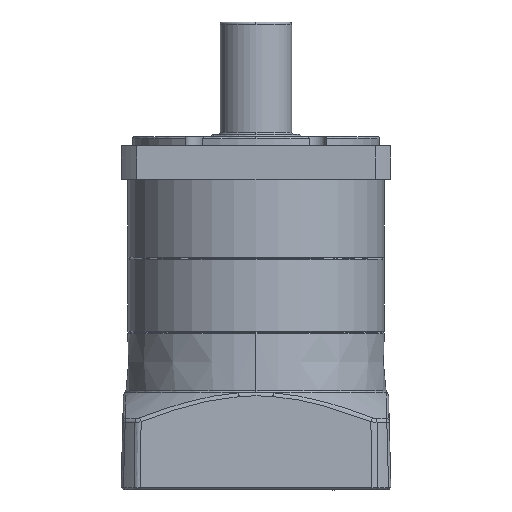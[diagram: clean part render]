
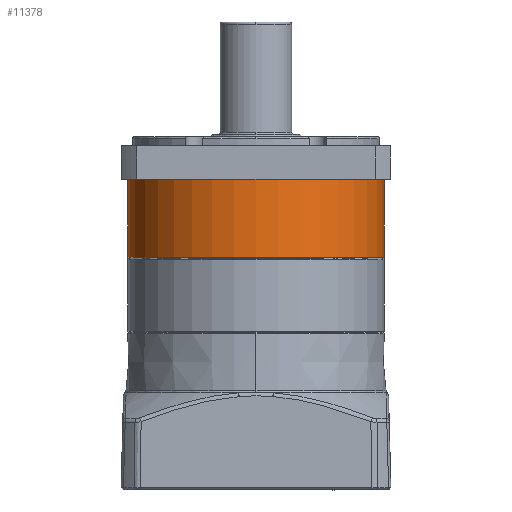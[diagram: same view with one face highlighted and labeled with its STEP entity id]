
A CAD part, front view. The second image highlights one B-rep face of the part: STEP entity #11378.
In plain terms, the highlighted cylindrical face has radius 57 mm (diameter 114 mm), a partial arc.
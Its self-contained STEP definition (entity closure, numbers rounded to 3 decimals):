
#1007 = AXIS2_PLACEMENT_3D ( 'NONE', #15919, #15509, #15065 ) ;
#1542 = VERTEX_POINT ( 'NONE', #43771 ) ;
#2868 = LINE ( 'NONE', #29432, #20521 ) ;
#3393 = CARTESIAN_POINT ( 'NONE',  ( -57., 0., 3.4 ) ) ;
#3702 = ORIENTED_EDGE ( 'NONE', *, *, #13627, .F. ) ;
#4226 = ORIENTED_EDGE ( 'NONE', *, *, #41673, .T. ) ;
#4802 = DIRECTION ( 'NONE',  ( 0., 0., -1. ) ) ;
#6623 = DIRECTION ( 'NONE',  ( 0., 0., -1. ) ) ;
#9015 = CIRCLE ( 'NONE', #30945, 57. ) ;
#10329 = CARTESIAN_POINT ( 'NONE',  ( 57., 0., 38. ) ) ;
#10563 = DIRECTION ( 'NONE',  ( 1., 0., 0. ) ) ;
#10602 = DIRECTION ( 'NONE',  ( 0., 0., -1. ) ) ;
#10611 = CARTESIAN_POINT ( 'NONE',  ( 0., 0., 3.4 ) ) ;
#11364 = EDGE_LOOP ( 'NONE', ( #16650, #41704, #4226, #3702 ) ) ;
#11378 = ADVANCED_FACE ( 'NONE', ( #37515 ), #35367, .T. ) ;
#12308 = CIRCLE ( 'NONE', #42575, 57. ) ;
#13627 = EDGE_CURVE ( 'NONE', #32407, #13866, #12308, .T. ) ;
#13866 = VERTEX_POINT ( 'NONE', #3393 ) ;
#15065 = DIRECTION ( 'NONE',  ( -1., 0., 0. ) ) ;
#15509 = DIRECTION ( 'NONE',  ( 0., 0., -1. ) ) ;
#15919 = CARTESIAN_POINT ( 'NONE',  ( 0., 0., 38. ) ) ;
#16650 = ORIENTED_EDGE ( 'NONE', *, *, #36272, .F. ) ;
#17463 = CARTESIAN_POINT ( 'NONE',  ( 0., 0., 38. ) ) ;
#18411 = VERTEX_POINT ( 'NONE', #10329 ) ;
#18741 = LINE ( 'NONE', #27547, #45189 ) ;
#20521 = VECTOR ( 'NONE', #4802, 1000. ) ;
#20978 = DIRECTION ( 'NONE',  ( -1., 0., 0. ) ) ;
#27547 = CARTESIAN_POINT ( 'NONE',  ( -57., 0., 38. ) ) ;
#29022 = CARTESIAN_POINT ( 'NONE',  ( 57., 0., 3.4 ) ) ;
#29432 = CARTESIAN_POINT ( 'NONE',  ( 57., 0., 38. ) ) ;
#30945 = AXIS2_PLACEMENT_3D ( 'NONE', #17463, #41700, #20978 ) ;
#32407 = VERTEX_POINT ( 'NONE', #29022 ) ;
#34558 = EDGE_CURVE ( 'NONE', #18411, #1542, #9015, .T. ) ;
#35367 = CYLINDRICAL_SURFACE ( 'NONE', #1007, 57. ) ;
#36272 = EDGE_CURVE ( 'NONE', #18411, #32407, #2868, .T. ) ;
#37515 = FACE_OUTER_BOUND ( 'NONE', #11364, .T. ) ;
#41673 = EDGE_CURVE ( 'NONE', #1542, #13866, #18741, .T. ) ;
#41700 = DIRECTION ( 'NONE',  ( 0., 0., -1. ) ) ;
#41704 = ORIENTED_EDGE ( 'NONE', *, *, #34558, .T. ) ;
#42575 = AXIS2_PLACEMENT_3D ( 'NONE', #10611, #10602, #10563 ) ;
#43771 = CARTESIAN_POINT ( 'NONE',  ( -57., 0., 38. ) ) ;
#45189 = VECTOR ( 'NONE', #6623, 1000. ) ;
